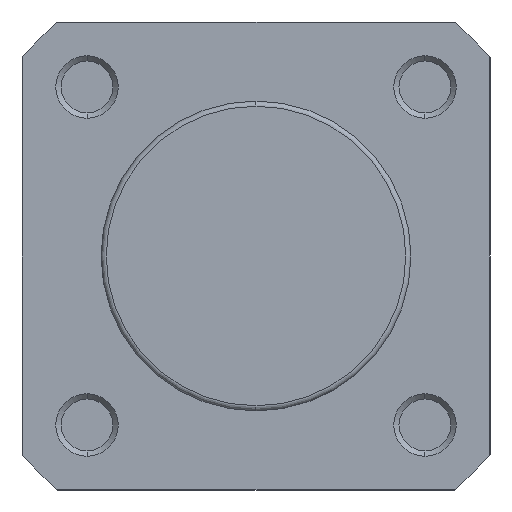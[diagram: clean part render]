
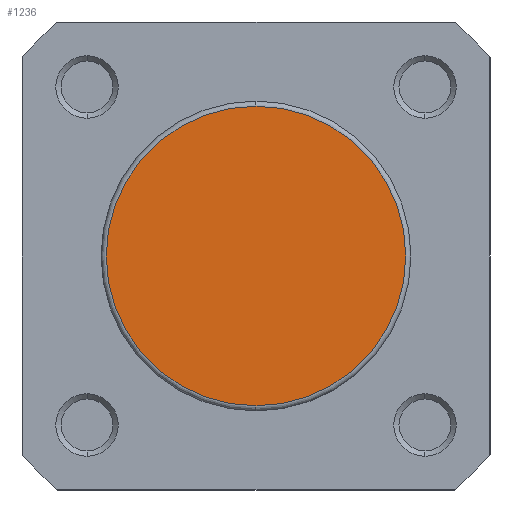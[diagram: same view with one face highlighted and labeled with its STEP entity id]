
A CAD part, left-side view. The second image highlights one B-rep face of the part: STEP entity #1236.
In plain terms, the highlighted planar face has unit normal (-1, 0, 0).
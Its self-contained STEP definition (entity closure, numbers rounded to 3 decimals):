
#337 = EDGE_LOOP ( 'NONE', ( #588, #589 ) ) ;
#588 = ORIENTED_EDGE ( 'NONE', *, *, #4943, .T. ) ;
#589 = ORIENTED_EDGE ( 'NONE', *, *, #4969, .T. ) ;
#1236 = ADVANCED_FACE ( 'NONE', ( #1495 ), #2964, .T. ) ;
#1495 = FACE_OUTER_BOUND ( 'NONE', #337, .T. ) ;
#2060 = CIRCLE ( 'NONE', #5457, 14.4 ) ;
#2103 = CIRCLE ( 'NONE', #5466, 14.4 ) ;
#2590 = CARTESIAN_POINT ( 'NONE',  ( 0., -14.9, 0. ) ) ;
#2637 = VERTEX_POINT ( 'NONE', #4033 ) ;
#2774 = VERTEX_POINT ( 'NONE', #4164 ) ;
#2953 = DIRECTION ( 'NONE',  ( 0., 0., 1. ) ) ;
#2962 = DIRECTION ( 'NONE',  ( -1., 0., 0. ) ) ;
#2964 = PLANE ( 'NONE',  #5222 ) ;
#4033 = CARTESIAN_POINT ( 'NONE',  ( 0., 0., 14.4 ) ) ;
#4164 = CARTESIAN_POINT ( 'NONE',  ( 0., 0., -14.4 ) ) ;
#4360 = CARTESIAN_POINT ( 'NONE',  ( 0., 0., 0. ) ) ;
#4361 = DIRECTION ( 'NONE',  ( -1., 0., 0. ) ) ;
#4362 = DIRECTION ( 'NONE',  ( 0., 0., 1. ) ) ;
#4416 = CARTESIAN_POINT ( 'NONE',  ( 0., 0., 0. ) ) ;
#4417 = DIRECTION ( 'NONE',  ( -1., 0., 0. ) ) ;
#4418 = DIRECTION ( 'NONE',  ( 0., 0., 1. ) ) ;
#4943 = EDGE_CURVE ( 'NONE', #2637, #2774, #2060, .T. ) ;
#4969 = EDGE_CURVE ( 'NONE', #2774, #2637, #2103, .T. ) ;
#5222 = AXIS2_PLACEMENT_3D ( 'NONE', #2590, #2962, #2953 ) ;
#5457 = AXIS2_PLACEMENT_3D ( 'NONE', #4360, #4361, #4362 ) ;
#5466 = AXIS2_PLACEMENT_3D ( 'NONE', #4416, #4417, #4418 ) ;
